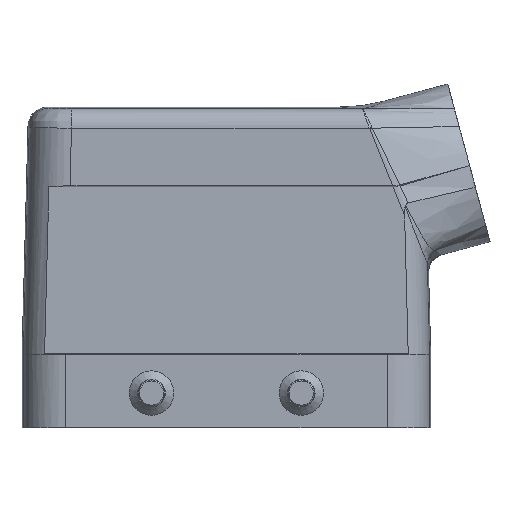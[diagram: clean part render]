
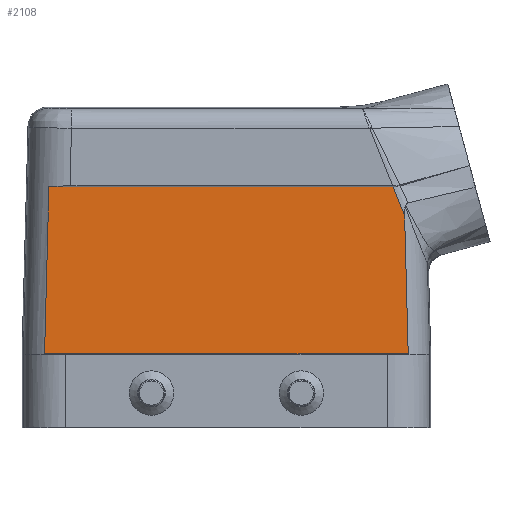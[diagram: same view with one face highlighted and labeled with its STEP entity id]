
A CAD part, front view. The second image highlights one B-rep face of the part: STEP entity #2108.
In plain terms, the highlighted planar face has unit normal (0, -1, 0.015).
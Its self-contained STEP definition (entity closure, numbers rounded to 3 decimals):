
#957=LINE('',#8854,#1415);
#958=LINE('',#8857,#1416);
#959=LINE('',#8859,#1417);
#960=LINE('',#8861,#1418);
#1415=VECTOR('',#7005,1.);
#1416=VECTOR('',#7006,1.);
#1417=VECTOR('',#7007,1.);
#1418=VECTOR('',#7008,1.);
#1822=B_SPLINE_CURVE_WITH_KNOTS('',3,(#8863,#8864,#8865,#8866),
 .UNSPECIFIED.,.F.,.F.,(4,4),(0.,1.),.UNSPECIFIED.);
#2108=ADVANCED_FACE('',(#2613),#2444,.T.);
#2444=PLANE('',#6532);
#2613=FACE_OUTER_BOUND('',#2930,.T.);
#2930=EDGE_LOOP('',(#3432,#3433,#3434,#3435,#3436));
#3432=ORIENTED_EDGE('',*,*,#5639,.T.);
#3433=ORIENTED_EDGE('',*,*,#5640,.F.);
#3434=ORIENTED_EDGE('',*,*,#5641,.F.);
#3435=ORIENTED_EDGE('',*,*,#5642,.F.);
#3436=ORIENTED_EDGE('',*,*,#5643,.T.);
#5093=VERTEX_POINT('',#8855);
#5094=VERTEX_POINT('',#8856);
#5095=VERTEX_POINT('',#8858);
#5096=VERTEX_POINT('',#8860);
#5097=VERTEX_POINT('',#8862);
#5639=EDGE_CURVE('',#5093,#5094,#957,.T.);
#5640=EDGE_CURVE('',#5095,#5094,#958,.T.);
#5641=EDGE_CURVE('',#5096,#5095,#959,.T.);
#5642=EDGE_CURVE('',#5097,#5096,#960,.T.);
#5643=EDGE_CURVE('',#5097,#5093,#1822,.T.);
#6532=AXIS2_PLACEMENT_3D('',#8867,#7009,#7010);
#7005=DIRECTION('',(-1.,0.,0.));
#7006=DIRECTION('',(0.026,0.015,1.));
#7007=DIRECTION('',(-1.,0.,0.));
#7008=DIRECTION('',(0.026,-0.015,-1.));
#7009=DIRECTION('',(0.,-1.,0.015));
#7010=DIRECTION('',(0.,-0.015,-1.));
#8854=CARTESIAN_POINT('',(36.3,-20.059,33.674));
#8855=CARTESIAN_POINT('',(29.584,-20.059,33.674));
#8856=CARTESIAN_POINT('',(-31.524,-20.059,33.674));
#8857=CARTESIAN_POINT('',(-31.111,-19.824,49.583));
#8858=CARTESIAN_POINT('',(-32.293,-20.497,4.027));
#8859=CARTESIAN_POINT('',(36.3,-20.497,4.027));
#8860=CARTESIAN_POINT('',(32.293,-20.497,4.027));
#8861=CARTESIAN_POINT('',(32.292,-20.497,4.049));
#8862=CARTESIAN_POINT('',(31.658,-20.136,28.503));
#8863=CARTESIAN_POINT('',(31.658,-20.136,28.503));
#8864=CARTESIAN_POINT('',(30.989,-20.11,30.235));
#8865=CARTESIAN_POINT('',(30.314,-20.085,31.966));
#8866=CARTESIAN_POINT('',(29.584,-20.059,33.674));
#8867=CARTESIAN_POINT('',(36.3,-20.497,4.027));
